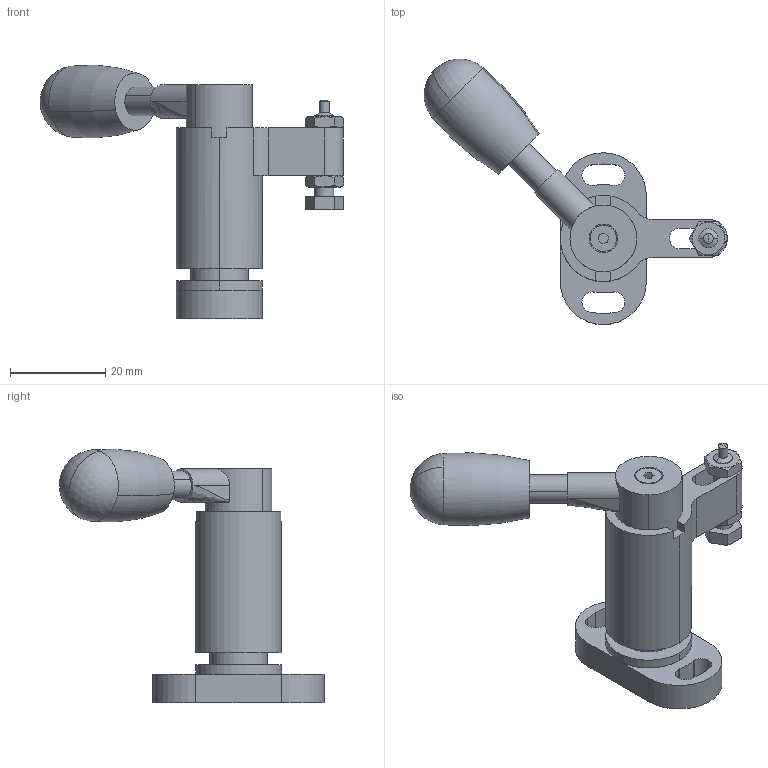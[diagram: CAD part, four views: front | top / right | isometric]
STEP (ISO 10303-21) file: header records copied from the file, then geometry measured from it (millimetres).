
FILE_DESCRIPTION (( 'STEP AP203' ), '1' );
FILE_NAME ('qlswc100r-np.STEP', '2021-10-21T08:36:50', ( '' ), ( '' ), 'SwSTEP 2.0', 'SolidWorks 2020', '' );
FILE_SCHEMA (( 'CONFIG_CONTROL_DESIGN' ));
Length unit declared in the file: millimetre
Products named in the file (7): qlswc100r-np; qlswc100r-np_06; qlswc100r-np_03; qlswc100r-np_02; qlswc100r-np_01; qlswc100r-np_04; qlswc100r-np_05
Assembly tree (6 placements, depth 2):
  qlswc100r-np
    qlswc100r-np_01
    qlswc100r-np_02
    qlswc100r-np_03
    qlswc100r-np_04
    qlswc100r-np_05
    qlswc100r-np_06
Bounding box: 63.54 x 55.51 x 53.12 mm (x, y, z)
Volume: 18504 mm3; surface area: 10863.6 mm2
Topology: 6 solids, 6 shells, 139 faces, 340 edges, 224 vertices
Faces by surface type: plane 66, cylinder 55, cone 10, sphere 4, torus 2, bspline 2
Entity records: 5116 total; most frequent: CARTESIAN_POINT 1022, DIRECTION 735, ORIENTED_EDGE 680, EDGE_CURVE 340, AXIS2_PLACEMENT_3D 291, VERTEX_POINT 224, EDGE_LOOP 162, LINE 153
